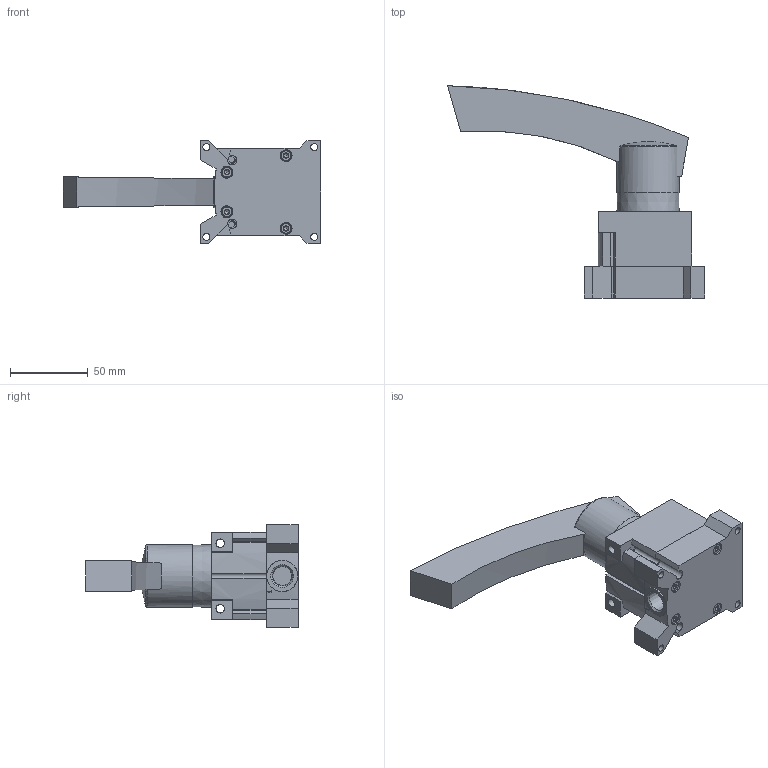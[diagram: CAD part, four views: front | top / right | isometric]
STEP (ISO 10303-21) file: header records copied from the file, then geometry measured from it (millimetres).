
FILE_DESCRIPTION(/* description */ ('STEP AP214'),/* implementation_level */ '2;1');
FILE_NAME(/* name */ '3520365_VHER-H-B43C-N14',/* time_stamp */ '2024-09-16T14:30:27+02:00',/* author */ ('License CC BY-ND 4.0'),/* organization */ ('CADENAS'),/* preprocessor_version */ 'ST-DEVELOPER v19.3',/* originating_system */ 'PARTsolutions',/* authorisation */ ' ');
FILE_SCHEMA (('AP242_MANAGED_MODEL_BASED_3D_ENGINEERING_MIM_LF { 1 0 10303 442 3 1 4 }','AUTOMOTIVE_DESIGN {1 0 10303 214 3 1 1}'));
Length unit declared in the file: millimetre
Products named in the file (5): 3520365 VHER-H-B43C-N14; 3514710 VHER-H-B43C-G14---(1_AP); 3514710 VHER-H-B43C-G14---(Geh); 3514710 VHER-H-B43C-G14---(Hbl); 685171 VHER-BH-M04C-G18
Assembly tree (4 placements, depth 2):
  3520365 VHER-H-B43C-N14
    3514710 VHER-H-B43C-G14---(1_AP)
    3514710 VHER-H-B43C-G14---(Geh)
    3514710 VHER-H-B43C-G14---(Hbl)
    685171 VHER-BH-M04C-G18
Bounding box: 164.8 x 136.2 x 66 mm (x, y, z)
Volume: 296091.2 mm3; surface area: 65767.1 mm2
Topology: 4 solids, 4 shells, 441 faces, 1070 edges, 680 vertices
Faces by surface type: plane 266, cylinder 94, cone 60, torus 18, sphere 3
Full cylindrical faces by diameter (mm): 4.134 x8, 4.5 x4, 5.5 x3, 6 x1, 7 x4, 7.7 x4, 9.5 x1, 20 x1, 28.376 x1, 35 x1, 40 x1, 48 x2
Entity records: 12818 total; most frequent: CARTESIAN_POINT 2542, DIRECTION 2128, ORIENTED_EDGE 1984, EDGE_CURVE 992, AXIS2_PLACEMENT_3D 777, VERTEX_POINT 670, LINE 574, VECTOR 574
